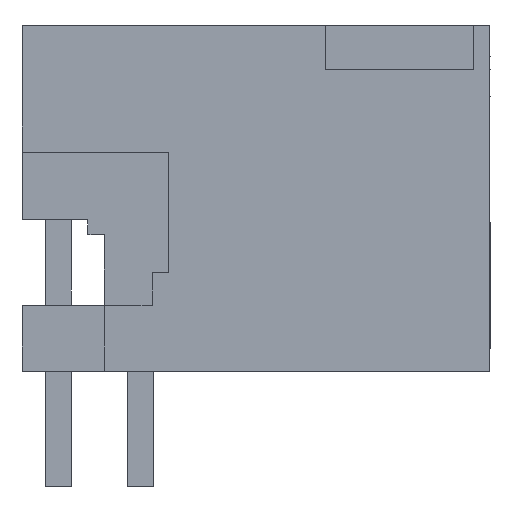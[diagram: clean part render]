
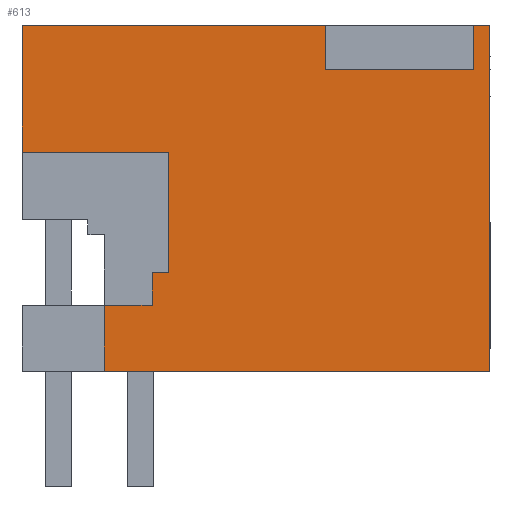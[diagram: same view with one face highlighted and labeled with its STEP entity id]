
A CAD part, left-side view. The second image highlights one B-rep face of the part: STEP entity #613.
In plain terms, the highlighted planar face has unit normal (-1, 0, 0).
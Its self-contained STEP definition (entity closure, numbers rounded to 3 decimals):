
#520=AXIS2_PLACEMENT_3D('Plane Axis2P3D',#517,#518,#519) ;
#102=CARTESIAN_POINT('Vertex',(0.,11.7,5.5)) ;
#105=CARTESIAN_POINT('Line Origine',(0.,10.975,5.5)) ;
#109=CARTESIAN_POINT('Vertex',(0.,10.25,5.5)) ;
#354=CARTESIAN_POINT('Vertex',(0.,0.,3.5)) ;
#357=CARTESIAN_POINT('Line Origine',(0.,5.85,3.5)) ;
#361=CARTESIAN_POINT('Vertex',(0.,11.7,3.5)) ;
#486=CARTESIAN_POINT('Line Origine',(0.,11.7,4.5)) ;
#517=CARTESIAN_POINT('Axis2P3D Location',(0.,14.2,0.)) ;
#522=CARTESIAN_POINT('Line Origine',(0.,0.,8.75)) ;
#526=CARTESIAN_POINT('Vertex',(0.,0.,14.)) ;
#529=CARTESIAN_POINT('Line Origine',(0.,0.25,14.)) ;
#533=CARTESIAN_POINT('Vertex',(0.,0.5,14.)) ;
#536=CARTESIAN_POINT('Line Origine',(0.,0.5,13.325)) ;
#540=CARTESIAN_POINT('Vertex',(0.,0.5,12.65)) ;
#543=CARTESIAN_POINT('Line Origine',(0.,2.75,12.65)) ;
#547=CARTESIAN_POINT('Vertex',(0.,5.,12.65)) ;
#550=CARTESIAN_POINT('Line Origine',(0.,5.,13.325)) ;
#554=CARTESIAN_POINT('Vertex',(0.,5.,14.)) ;
#557=CARTESIAN_POINT('Line Origine',(0.,9.6,14.)) ;
#561=CARTESIAN_POINT('Vertex',(0.,14.2,14.)) ;
#564=CARTESIAN_POINT('Line Origine',(0.,14.2,12.075)) ;
#568=CARTESIAN_POINT('Vertex',(0.,14.2,10.15)) ;
#571=CARTESIAN_POINT('Line Origine',(0.,11.975,10.15)) ;
#575=CARTESIAN_POINT('Vertex',(0.,9.75,10.15)) ;
#578=CARTESIAN_POINT('Line Origine',(0.,9.75,8.325)) ;
#582=CARTESIAN_POINT('Vertex',(0.,9.75,6.5)) ;
#585=CARTESIAN_POINT('Line Origine',(0.,10.,6.5)) ;
#589=CARTESIAN_POINT('Vertex',(0.,10.25,6.5)) ;
#592=CARTESIAN_POINT('Line Origine',(0.,10.25,6.)) ;
#106=DIRECTION('Vector Direction',(0.,1.,0.)) ;
#358=DIRECTION('Vector Direction',(0.,-1.,0.)) ;
#487=DIRECTION('Vector Direction',(0.,0.,1.)) ;
#518=DIRECTION('Axis2P3D Direction',(-1.,0.,0.)) ;
#519=DIRECTION('Axis2P3D XDirection',(0.,-1.,0.)) ;
#523=DIRECTION('Vector Direction',(0.,0.,1.)) ;
#530=DIRECTION('Vector Direction',(0.,-1.,0.)) ;
#537=DIRECTION('Vector Direction',(0.,0.,-1.)) ;
#544=DIRECTION('Vector Direction',(0.,1.,0.)) ;
#551=DIRECTION('Vector Direction',(0.,0.,-1.)) ;
#558=DIRECTION('Vector Direction',(0.,-1.,0.)) ;
#565=DIRECTION('Vector Direction',(0.,0.,1.)) ;
#572=DIRECTION('Vector Direction',(0.,-1.,0.)) ;
#579=DIRECTION('Vector Direction',(0.,0.,1.)) ;
#586=DIRECTION('Vector Direction',(0.,-1.,0.)) ;
#593=DIRECTION('Vector Direction',(0.,0.,1.)) ;
#107=VECTOR('Line Direction',#106,1.) ;
#359=VECTOR('Line Direction',#358,1.) ;
#488=VECTOR('Line Direction',#487,1.) ;
#524=VECTOR('Line Direction',#523,1.) ;
#531=VECTOR('Line Direction',#530,1.) ;
#538=VECTOR('Line Direction',#537,1.) ;
#545=VECTOR('Line Direction',#544,1.) ;
#552=VECTOR('Line Direction',#551,1.) ;
#559=VECTOR('Line Direction',#558,1.) ;
#566=VECTOR('Line Direction',#565,1.) ;
#573=VECTOR('Line Direction',#572,1.) ;
#580=VECTOR('Line Direction',#579,1.) ;
#587=VECTOR('Line Direction',#586,1.) ;
#594=VECTOR('Line Direction',#593,1.) ;
#598=ORIENTED_EDGE('',*,*,#363,.T.) ;
#599=ORIENTED_EDGE('',*,*,#528,.T.) ;
#600=ORIENTED_EDGE('',*,*,#535,.T.) ;
#601=ORIENTED_EDGE('',*,*,#542,.T.) ;
#602=ORIENTED_EDGE('',*,*,#549,.T.) ;
#603=ORIENTED_EDGE('',*,*,#556,.T.) ;
#604=ORIENTED_EDGE('',*,*,#563,.T.) ;
#605=ORIENTED_EDGE('',*,*,#570,.T.) ;
#606=ORIENTED_EDGE('',*,*,#577,.T.) ;
#607=ORIENTED_EDGE('',*,*,#584,.T.) ;
#608=ORIENTED_EDGE('',*,*,#591,.T.) ;
#609=ORIENTED_EDGE('',*,*,#596,.T.) ;
#610=ORIENTED_EDGE('',*,*,#111,.T.) ;
#611=ORIENTED_EDGE('',*,*,#490,.T.) ;
#613=ADVANCED_FACE('HOUSING',(#612),#521,.T.) ;
#111=EDGE_CURVE('',#110,#103,#108,.T.) ;
#363=EDGE_CURVE('',#362,#355,#360,.T.) ;
#490=EDGE_CURVE('',#103,#362,#489,.F.) ;
#528=EDGE_CURVE('',#355,#527,#525,.T.) ;
#535=EDGE_CURVE('',#527,#534,#532,.F.) ;
#542=EDGE_CURVE('',#534,#541,#539,.T.) ;
#549=EDGE_CURVE('',#541,#548,#546,.T.) ;
#556=EDGE_CURVE('',#548,#555,#553,.F.) ;
#563=EDGE_CURVE('',#555,#562,#560,.F.) ;
#570=EDGE_CURVE('',#562,#569,#567,.F.) ;
#577=EDGE_CURVE('',#569,#576,#574,.T.) ;
#584=EDGE_CURVE('',#576,#583,#581,.F.) ;
#591=EDGE_CURVE('',#583,#590,#588,.F.) ;
#596=EDGE_CURVE('',#590,#110,#595,.F.) ;
#597=EDGE_LOOP('',(#598,#599,#600,#601,#602,#603,#604,#605,#606,#607,#608,#609,#610,#611)) ;
#612=FACE_OUTER_BOUND('',#597,.T.) ;
#108=LINE('Line',#105,#107) ;
#360=LINE('Line',#357,#359) ;
#489=LINE('Line',#486,#488) ;
#525=LINE('Line',#522,#524) ;
#532=LINE('Line',#529,#531) ;
#539=LINE('Line',#536,#538) ;
#546=LINE('Line',#543,#545) ;
#553=LINE('Line',#550,#552) ;
#560=LINE('Line',#557,#559) ;
#567=LINE('Line',#564,#566) ;
#574=LINE('Line',#571,#573) ;
#581=LINE('Line',#578,#580) ;
#588=LINE('Line',#585,#587) ;
#595=LINE('Line',#592,#594) ;
#521=PLANE('',#520) ;
#103=VERTEX_POINT('',#102) ;
#110=VERTEX_POINT('',#109) ;
#355=VERTEX_POINT('',#354) ;
#362=VERTEX_POINT('',#361) ;
#527=VERTEX_POINT('',#526) ;
#534=VERTEX_POINT('',#533) ;
#541=VERTEX_POINT('',#540) ;
#548=VERTEX_POINT('',#547) ;
#555=VERTEX_POINT('',#554) ;
#562=VERTEX_POINT('',#561) ;
#569=VERTEX_POINT('',#568) ;
#576=VERTEX_POINT('',#575) ;
#583=VERTEX_POINT('',#582) ;
#590=VERTEX_POINT('',#589) ;
